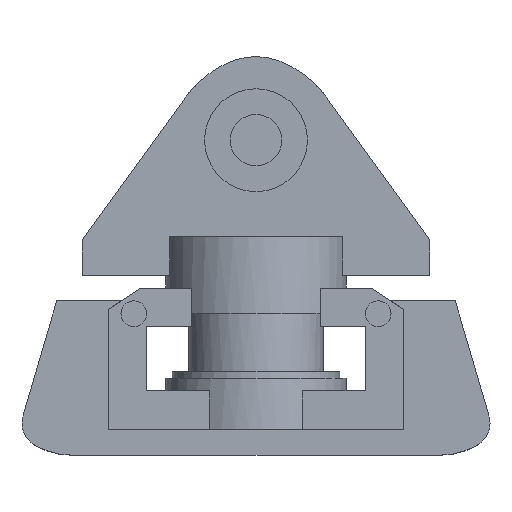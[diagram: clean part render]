
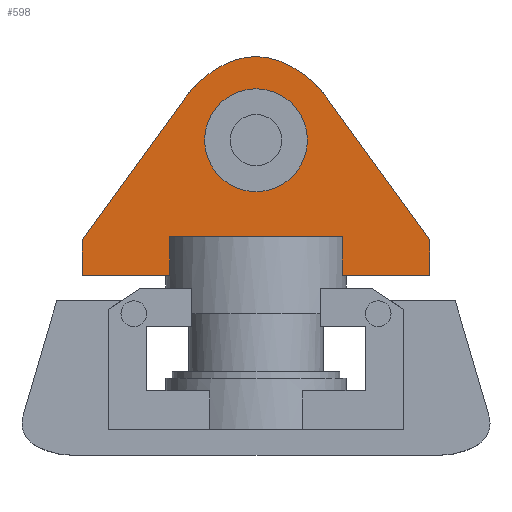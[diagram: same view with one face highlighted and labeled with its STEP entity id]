
A CAD part, top view. The second image highlights one B-rep face of the part: STEP entity #598.
In plain terms, the highlighted planar face has unit normal (0, 0, 1).
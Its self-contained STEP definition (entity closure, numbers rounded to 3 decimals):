
#17 = CARTESIAN_POINT ( 'NONE',  ( -12.333, 21.591, 4.402 ) ) ;
#51 = AXIS2_PLACEMENT_3D ( 'NONE', #1933, #442, #1178 ) ;
#66 = CARTESIAN_POINT ( 'NONE',  ( -4., 16.591, 4.402 ) ) ;
#103 = DIRECTION ( 'NONE',  ( 1., 0., 0. ) ) ;
#141 = CARTESIAN_POINT ( 'NONE',  ( 18.5, 34.091, 4.402 ) ) ;
#158 = CARTESIAN_POINT ( 'NONE',  ( 7.32, 21.591, 4.402 ) ) ;
#161 = DIRECTION ( 'NONE',  ( 0., 1., 0. ) ) ;
#167 = VECTOR ( 'NONE', #1656, 1000. ) ;
#204 = ORIENTED_EDGE ( 'NONE', *, *, #723, .T. ) ;
#216 = EDGE_LOOP ( 'NONE', ( #294, #2247 ) ) ;
#232 = VECTOR ( 'NONE', #103, 1000. ) ;
#260 = VECTOR ( 'NONE', #161, 1000. ) ;
#279 = DIRECTION ( 'NONE',  ( 0., 1., 0. ) ) ;
#294 = ORIENTED_EDGE ( 'NONE', *, *, #1083, .F. ) ;
#297 = CARTESIAN_POINT ( 'NONE',  ( 25.026, 42.369, 4.402 ) ) ;
#300 = LINE ( 'NONE', #493, #2075 ) ;
#301 = CARTESIAN_POINT ( 'NONE',  ( 41., 16.591, 4.402 ) ) ;
#304 = ORIENTED_EDGE ( 'NONE', *, *, #1579, .T. ) ;
#309 = CARTESIAN_POINT ( 'NONE',  ( 9.392, 39.686, 4.402 ) ) ;
#325 = LINE ( 'NONE', #1496, #260 ) ;
#381 = DIRECTION ( 'NONE',  ( 1., 0., 0. ) ) ;
#409 = ORIENTED_EDGE ( 'NONE', *, *, #1719, .T. ) ;
#416 = ORIENTED_EDGE ( 'NONE', *, *, #1280, .T. ) ;
#429 = CARTESIAN_POINT ( 'NONE',  ( 27.608, 39.686, 4.402 ) ) ;
#436 = EDGE_CURVE ( 'NONE', #2364, #1971, #2328, .T. ) ;
#442 = DIRECTION ( 'NONE',  ( 0., 0., 1. ) ) ;
#452 = CARTESIAN_POINT ( 'NONE',  ( 7.32, 21.591, 4.402 ) ) ;
#455 = CARTESIAN_POINT ( 'NONE',  ( 29.68, 21.591, 4.402 ) ) ;
#463 = CIRCLE ( 'NONE', #1847, 6.667 ) ;
#464 = LINE ( 'NONE', #452, #524 ) ;
#493 = CARTESIAN_POINT ( 'NONE',  ( 26.833, 40.758, 4.402 ) ) ;
#524 = VECTOR ( 'NONE', #279, 1000. ) ;
#582 = DIRECTION ( 'NONE',  ( 0., 0., 1. ) ) ;
#593 = ORIENTED_EDGE ( 'NONE', *, *, #963, .T. ) ;
#594 = VECTOR ( 'NONE', #627, 1000. ) ;
#596 = VERTEX_POINT ( 'NONE', #1921 ) ;
#598 = ADVANCED_FACE ( 'NONE', ( #1897, #1325 ), #1121, .T. ) ;
#627 = DIRECTION ( 'NONE',  ( -1., 0., 0. ) ) ;
#643 = AXIS2_PLACEMENT_3D ( 'NONE', #1737, #582, #381 ) ;
#660 = ORIENTED_EDGE ( 'NONE', *, *, #436, .T. ) ;
#695 = CARTESIAN_POINT ( 'NONE',  ( -4., 16.591, 4.402 ) ) ;
#716 = LINE ( 'NONE', #1864, #759 ) ;
#723 = EDGE_CURVE ( 'NONE', #1764, #932, #464, .T. ) ;
#734 = VECTOR ( 'NONE', #1716, 1000. ) ;
#748 = DIRECTION ( 'NONE',  ( 1., 0., 0. ) ) ;
#759 = VECTOR ( 'NONE', #876, 1000. ) ;
#795 = EDGE_CURVE ( 'NONE', #1775, #997, #1663, .T. ) ;
#800 = ORIENTED_EDGE ( 'NONE', *, *, #2249, .F. ) ;
#809 = AXIS2_PLACEMENT_3D ( 'NONE', #2341, #1406, #2176 ) ;
#841 = DIRECTION ( 'NONE',  ( -0.586, 0.81, 0. ) ) ;
#847 = B_SPLINE_CURVE_WITH_KNOTS ( 'NONE', 2,
 ( #297, #1780, #1048 ),
 .UNSPECIFIED., .F., .F.,
 ( 3, 3 ),
 ( 0.108, 0.892 ),
 .UNSPECIFIED. ) ;
#854 = CARTESIAN_POINT ( 'NONE',  ( 11.974, 42.369, 4.402 ) ) ;
#856 = CARTESIAN_POINT ( 'NONE',  ( 29.68, 16.591, 4.402 ) ) ;
#876 = DIRECTION ( 'NONE',  ( -0.586, -0.81, 0. ) ) ;
#887 = EDGE_CURVE ( 'NONE', #1971, #1981, #1472, .T. ) ;
#906 = CARTESIAN_POINT ( 'NONE',  ( 29.333, 16.591, 4.402 ) ) ;
#932 = VERTEX_POINT ( 'NONE', #158 ) ;
#954 = EDGE_LOOP ( 'NONE', ( #416, #1160, #409, #1190, #593, #304, #1942, #204, #800, #660, #2302, #1000 ) ) ;
#959 = LINE ( 'NONE', #2266, #734 ) ;
#963 = EDGE_CURVE ( 'NONE', #997, #1824, #716, .T. ) ;
#997 = VERTEX_POINT ( 'NONE', #309 ) ;
#1000 = ORIENTED_EDGE ( 'NONE', *, *, #1433, .T. ) ;
#1034 = CARTESIAN_POINT ( 'NONE',  ( 7.32, 16.591, 4.402 ) ) ;
#1048 = CARTESIAN_POINT ( 'NONE',  ( 11.974, 42.369, 4.402 ) ) ;
#1083 = EDGE_CURVE ( 'NONE', #1754, #2348, #463, .T. ) ;
#1104 = CIRCLE ( 'NONE', #2206, 13.333 ) ;
#1106 = DIRECTION ( 'NONE',  ( 0., 0., 1. ) ) ;
#1110 = CARTESIAN_POINT ( 'NONE',  ( -4., 21.174, 4.402 ) ) ;
#1121 = PLANE ( 'NONE',  #643 ) ;
#1150 = LINE ( 'NONE', #17, #594 ) ;
#1153 = VERTEX_POINT ( 'NONE', #429 ) ;
#1160 = ORIENTED_EDGE ( 'NONE', *, *, #2068, .T. ) ;
#1178 = DIRECTION ( 'NONE',  ( 1., 0., 0. ) ) ;
#1190 = ORIENTED_EDGE ( 'NONE', *, *, #795, .T. ) ;
#1205 = DIRECTION ( 'NONE',  ( 0., -1., 0. ) ) ;
#1221 = CARTESIAN_POINT ( 'NONE',  ( 25.167, 34.091, 4.402 ) ) ;
#1280 = EDGE_CURVE ( 'NONE', #596, #1153, #300, .T. ) ;
#1325 = FACE_OUTER_BOUND ( 'NONE', #954, .T. ) ;
#1406 = DIRECTION ( 'NONE',  ( 0., 0., 1. ) ) ;
#1433 = EDGE_CURVE ( 'NONE', #1981, #596, #325, .T. ) ;
#1472 = LINE ( 'NONE', #906, #167 ) ;
#1496 = CARTESIAN_POINT ( 'NONE',  ( 41., 21.174, 4.402 ) ) ;
#1497 = CARTESIAN_POINT ( 'NONE',  ( 16.805, 31.871, 4.402 ) ) ;
#1556 = CIRCLE ( 'NONE', #809, 6.667 ) ;
#1579 = EDGE_CURVE ( 'NONE', #1824, #1743, #959, .T. ) ;
#1656 = DIRECTION ( 'NONE',  ( 1., 0., 0. ) ) ;
#1663 = CIRCLE ( 'NONE', #51, 13.333 ) ;
#1702 = VERTEX_POINT ( 'NONE', #2187 ) ;
#1716 = DIRECTION ( 'NONE',  ( 0., -1., 0. ) ) ;
#1719 = EDGE_CURVE ( 'NONE', #1702, #1775, #847, .T. ) ;
#1730 = CARTESIAN_POINT ( 'NONE',  ( 11.833, 34.091, 4.402 ) ) ;
#1735 = EDGE_CURVE ( 'NONE', #2348, #1754, #1556, .T. ) ;
#1737 = CARTESIAN_POINT ( 'NONE',  ( -12.333, -6.742, 4.402 ) ) ;
#1743 = VERTEX_POINT ( 'NONE', #66 ) ;
#1754 = VERTEX_POINT ( 'NONE', #1221 ) ;
#1764 = VERTEX_POINT ( 'NONE', #1034 ) ;
#1775 = VERTEX_POINT ( 'NONE', #854 ) ;
#1780 = CARTESIAN_POINT ( 'NONE',  ( 18.5, 47.48, 4.402 ) ) ;
#1824 = VERTEX_POINT ( 'NONE', #1110 ) ;
#1847 = AXIS2_PLACEMENT_3D ( 'NONE', #141, #1106, #2067 ) ;
#1864 = CARTESIAN_POINT ( 'NONE',  ( -4., 21.174, 4.402 ) ) ;
#1897 = FACE_BOUND ( 'NONE', #216, .T. ) ;
#1921 = CARTESIAN_POINT ( 'NONE',  ( 41., 21.174, 4.402 ) ) ;
#1933 = CARTESIAN_POINT ( 'NONE',  ( 20.195, 31.871, 4.402 ) ) ;
#1942 = ORIENTED_EDGE ( 'NONE', *, *, #1945, .T. ) ;
#1945 = EDGE_CURVE ( 'NONE', #1743, #1764, #1978, .T. ) ;
#1971 = VERTEX_POINT ( 'NONE', #856 ) ;
#1978 = LINE ( 'NONE', #695, #232 ) ;
#1981 = VERTEX_POINT ( 'NONE', #301 ) ;
#2067 = DIRECTION ( 'NONE',  ( 1., 0., 0. ) ) ;
#2068 = EDGE_CURVE ( 'NONE', #1153, #1702, #1104, .T. ) ;
#2075 = VECTOR ( 'NONE', #841, 1000. ) ;
#2163 = CARTESIAN_POINT ( 'NONE',  ( 29.68, 21.591, 4.402 ) ) ;
#2176 = DIRECTION ( 'NONE',  ( 1., 0., 0. ) ) ;
#2187 = CARTESIAN_POINT ( 'NONE',  ( 25.026, 42.369, 4.402 ) ) ;
#2206 = AXIS2_PLACEMENT_3D ( 'NONE', #1497, #2251, #748 ) ;
#2247 = ORIENTED_EDGE ( 'NONE', *, *, #1735, .F. ) ;
#2249 = EDGE_CURVE ( 'NONE', #2364, #932, #1150, .T. ) ;
#2251 = DIRECTION ( 'NONE',  ( 0., 0., 1. ) ) ;
#2253 = VECTOR ( 'NONE', #1205, 1000. ) ;
#2266 = CARTESIAN_POINT ( 'NONE',  ( -4., 16.591, 4.402 ) ) ;
#2302 = ORIENTED_EDGE ( 'NONE', *, *, #887, .T. ) ;
#2328 = LINE ( 'NONE', #455, #2253 ) ;
#2341 = CARTESIAN_POINT ( 'NONE',  ( 18.5, 34.091, 4.402 ) ) ;
#2348 = VERTEX_POINT ( 'NONE', #1730 ) ;
#2364 = VERTEX_POINT ( 'NONE', #2163 ) ;
